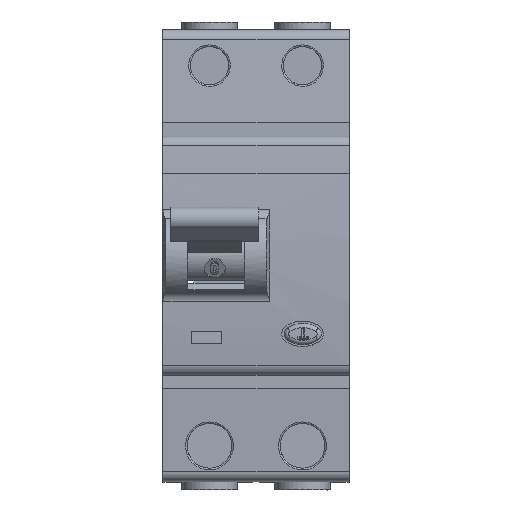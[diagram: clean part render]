
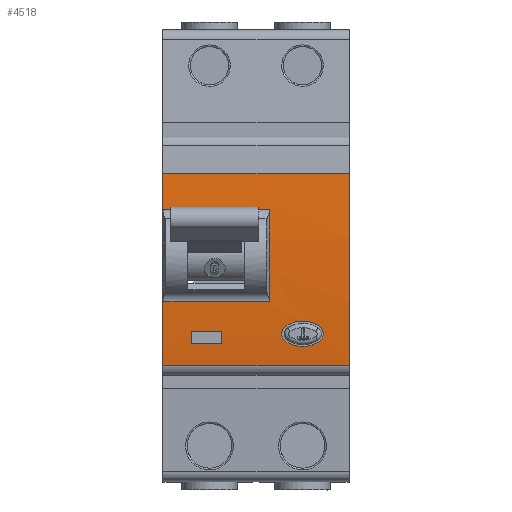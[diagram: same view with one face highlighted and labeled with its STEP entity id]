
A CAD part, top view. The second image highlights one B-rep face of the part: STEP entity #4518.
In plain terms, the highlighted cylindrical face has radius 200 mm (diameter 400 mm), a partial arc.
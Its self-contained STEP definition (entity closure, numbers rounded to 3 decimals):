
#2264=CARTESIAN_POINT('Vertex',(-10.,-20.707,1.925)) ;
#2267=CARTESIAN_POINT('Axis2P3D Location',(-10.,0.,-197.)) ;
#2271=CARTESIAN_POINT('Vertex',(-10.,-8.681,2.812)) ;
#2292=CARTESIAN_POINT('Vertex',(-10.,8.681,2.812)) ;
#2295=CARTESIAN_POINT('Axis2P3D Location',(-10.,0.,-197.)) ;
#2299=CARTESIAN_POINT('Vertex',(-10.,15.5,2.398)) ;
#2618=CARTESIAN_POINT('Vertex',(25.,15.5,2.398)) ;
#2621=CARTESIAN_POINT('Axis2P3D Location',(25.,0.,-197.)) ;
#2625=CARTESIAN_POINT('Vertex',(25.,-20.707,1.925)) ;
#4369=CARTESIAN_POINT('Line Origine',(7.5,15.5,2.398)) ;
#4381=CARTESIAN_POINT('Axis2P3D Location',(7.5,0.,-197.)) ;
#4386=CARTESIAN_POINT('Line Origine',(7.5,-20.707,1.925)) ;
#4391=CARTESIAN_POINT('Line Origine',(7.5,8.681,2.812)) ;
#4395=CARTESIAN_POINT('Vertex',(10.,8.681,2.812)) ;
#4398=CARTESIAN_POINT('Axis2P3D Location',(10.,0.,-197.)) ;
#4402=CARTESIAN_POINT('Vertex',(10.,-8.681,2.812)) ;
#4405=CARTESIAN_POINT('Line Origine',(7.5,-8.681,2.812)) ;
#4420=CARTESIAN_POINT('Axis2P3D Location',(-4.7,0.,-197.)) ;
#4424=CARTESIAN_POINT('Vertex',(-4.7,-16.6,2.31)) ;
#4426=CARTESIAN_POINT('Vertex',(-4.7,-14.3,2.488)) ;
#4429=CARTESIAN_POINT('Line Origine',(7.5,-14.3,2.488)) ;
#4433=CARTESIAN_POINT('Vertex',(1.1,-14.3,2.488)) ;
#4436=CARTESIAN_POINT('Axis2P3D Location',(1.1,0.,-197.)) ;
#4440=CARTESIAN_POINT('Vertex',(1.1,-16.6,2.31)) ;
#4443=CARTESIAN_POINT('Line Origine',(7.5,-16.6,2.31)) ;
#4455=CARTESIAN_POINT('Control Point',(19.425,-16.143,2.347)) ;
#4456=CARTESIAN_POINT('Control Point',(19.963,-15.743,2.38)) ;
#4457=CARTESIAN_POINT('Control Point',(20.316,-15.093,2.432)) ;
#4458=CARTESIAN_POINT('Control Point',(20.316,-14.308,2.49)) ;
#4459=CARTESIAN_POINT('Control Point',(19.963,-13.657,2.534)) ;
#4460=CARTESIAN_POINT('Control Point',(19.425,-13.257,2.56)) ;
#4461=CARTESIAN_POINT('Vertex',(19.425,-16.143,2.347)) ;
#4463=CARTESIAN_POINT('Vertex',(19.425,-13.257,2.56)) ;
#4467=CARTESIAN_POINT('Control Point',(16.25,-17.1,2.268)) ;
#4468=CARTESIAN_POINT('Control Point',(17.091,-17.1,2.268)) ;
#4469=CARTESIAN_POINT('Control Point',(17.932,-16.936,2.282)) ;
#4470=CARTESIAN_POINT('Control Point',(18.724,-16.607,2.31)) ;
#4471=CARTESIAN_POINT('Control Point',(19.425,-16.143,2.347)) ;
#4472=CARTESIAN_POINT('Vertex',(16.25,-17.1,2.268)) ;
#4476=CARTESIAN_POINT('Control Point',(16.25,-17.1,2.268)) ;
#4477=CARTESIAN_POINT('Control Point',(15.409,-17.1,2.268)) ;
#4478=CARTESIAN_POINT('Control Point',(14.568,-16.936,2.282)) ;
#4479=CARTESIAN_POINT('Control Point',(13.776,-16.607,2.31)) ;
#4480=CARTESIAN_POINT('Control Point',(13.075,-16.143,2.347)) ;
#4481=CARTESIAN_POINT('Vertex',(13.075,-16.143,2.347)) ;
#4485=CARTESIAN_POINT('Control Point',(13.075,-16.143,2.347)) ;
#4486=CARTESIAN_POINT('Control Point',(12.537,-15.743,2.38)) ;
#4487=CARTESIAN_POINT('Control Point',(12.184,-15.093,2.432)) ;
#4488=CARTESIAN_POINT('Control Point',(12.184,-14.308,2.49)) ;
#4489=CARTESIAN_POINT('Control Point',(12.537,-13.657,2.534)) ;
#4490=CARTESIAN_POINT('Control Point',(13.075,-13.257,2.56)) ;
#4491=CARTESIAN_POINT('Vertex',(13.075,-13.257,2.56)) ;
#4495=CARTESIAN_POINT('Control Point',(16.25,-12.3,2.621)) ;
#4496=CARTESIAN_POINT('Control Point',(15.409,-12.3,2.621)) ;
#4497=CARTESIAN_POINT('Control Point',(14.568,-12.464,2.611)) ;
#4498=CARTESIAN_POINT('Control Point',(13.776,-12.793,2.591)) ;
#4499=CARTESIAN_POINT('Control Point',(13.075,-13.257,2.56)) ;
#4500=CARTESIAN_POINT('Vertex',(16.25,-12.3,2.621)) ;
#4504=CARTESIAN_POINT('Control Point',(16.25,-12.3,2.621)) ;
#4505=CARTESIAN_POINT('Control Point',(17.091,-12.3,2.621)) ;
#4506=CARTESIAN_POINT('Control Point',(17.932,-12.464,2.611)) ;
#4507=CARTESIAN_POINT('Control Point',(18.724,-12.793,2.591)) ;
#4508=CARTESIAN_POINT('Control Point',(19.425,-13.257,2.56)) ;
#2268=DIRECTION('Axis2P3D Direction',(1.,0.,0.)) ;
#2296=DIRECTION('Axis2P3D Direction',(1.,0.,0.)) ;
#2622=DIRECTION('Axis2P3D Direction',(1.,0.,0.)) ;
#4370=DIRECTION('Vector Direction',(1.,0.,0.)) ;
#4382=DIRECTION('Axis2P3D Direction',(1.,0.,0.)) ;
#4383=DIRECTION('Axis2P3D XDirection',(0.,0.078,0.997)) ;
#4387=DIRECTION('Vector Direction',(1.,0.,0.)) ;
#4392=DIRECTION('Vector Direction',(1.,0.,0.)) ;
#4399=DIRECTION('Axis2P3D Direction',(1.,0.,0.)) ;
#4406=DIRECTION('Vector Direction',(1.,0.,0.)) ;
#4421=DIRECTION('Axis2P3D Direction',(1.,0.,0.)) ;
#4430=DIRECTION('Vector Direction',(1.,0.,0.)) ;
#4437=DIRECTION('Axis2P3D Direction',(1.,0.,0.)) ;
#4444=DIRECTION('Vector Direction',(1.,0.,0.)) ;
#2269=AXIS2_PLACEMENT_3D('Circle Axis2P3D',#2267,#2268,$) ;
#2297=AXIS2_PLACEMENT_3D('Circle Axis2P3D',#2295,#2296,$) ;
#2623=AXIS2_PLACEMENT_3D('Circle Axis2P3D',#2621,#2622,$) ;
#4384=AXIS2_PLACEMENT_3D('Cylinder Axis2P3D',#4381,#4382,#4383) ;
#4400=AXIS2_PLACEMENT_3D('Circle Axis2P3D',#4398,#4399,$) ;
#4422=AXIS2_PLACEMENT_3D('Circle Axis2P3D',#4420,#4421,$) ;
#4438=AXIS2_PLACEMENT_3D('Circle Axis2P3D',#4436,#4437,$) ;
#4411=ORIENTED_EDGE('',*,*,#2273,.T.) ;
#4412=ORIENTED_EDGE('',*,*,#4390,.T.) ;
#4413=ORIENTED_EDGE('',*,*,#2627,.F.) ;
#4414=ORIENTED_EDGE('',*,*,#4373,.F.) ;
#4415=ORIENTED_EDGE('',*,*,#2301,.T.) ;
#4416=ORIENTED_EDGE('',*,*,#4397,.T.) ;
#4417=ORIENTED_EDGE('',*,*,#4404,.F.) ;
#4418=ORIENTED_EDGE('',*,*,#4409,.F.) ;
#4449=ORIENTED_EDGE('',*,*,#4428,.T.) ;
#4450=ORIENTED_EDGE('',*,*,#4435,.F.) ;
#4451=ORIENTED_EDGE('',*,*,#4442,.F.) ;
#4452=ORIENTED_EDGE('',*,*,#4447,.T.) ;
#4511=ORIENTED_EDGE('',*,*,#4465,.F.) ;
#4512=ORIENTED_EDGE('',*,*,#4474,.F.) ;
#4513=ORIENTED_EDGE('',*,*,#4483,.T.) ;
#4514=ORIENTED_EDGE('',*,*,#4493,.T.) ;
#4515=ORIENTED_EDGE('',*,*,#4502,.F.) ;
#4516=ORIENTED_EDGE('',*,*,#4509,.T.) ;
#4453=FACE_BOUND('',#4448,.T.) ;
#4517=FACE_BOUND('',#4510,.T.) ;
#4371=VECTOR('Line Direction',#4370,1.) ;
#4388=VECTOR('Line Direction',#4387,1.) ;
#4393=VECTOR('Line Direction',#4392,1.) ;
#4407=VECTOR('Line Direction',#4406,1.) ;
#4431=VECTOR('Line Direction',#4430,1.) ;
#4445=VECTOR('Line Direction',#4444,1.) ;
#4518=ADVANCED_FACE('Body.1',(#4419,#4453,#4517),#4385,.T.) ;
#4454=B_SPLINE_CURVE_WITH_KNOTS('',5,(#4455,#4456,#4457,#4458,#4459,#4460),.UNSPECIFIED.,.F.,.U.,(6,6),(0.,4.747),.UNSPECIFIED.) ;
#4466=B_SPLINE_CURVE_WITH_KNOTS('',4,(#4467,#4468,#4469,#4470,#4471),.UNSPECIFIED.,.F.,.U.,(5,5),(0.,4.758),.UNSPECIFIED.) ;
#4475=B_SPLINE_CURVE_WITH_KNOTS('',4,(#4476,#4477,#4478,#4479,#4480),.UNSPECIFIED.,.F.,.U.,(5,5),(0.,4.758),.UNSPECIFIED.) ;
#4484=B_SPLINE_CURVE_WITH_KNOTS('',5,(#4485,#4486,#4487,#4488,#4489,#4490),.UNSPECIFIED.,.F.,.U.,(6,6),(0.,4.747),.UNSPECIFIED.) ;
#4494=B_SPLINE_CURVE_WITH_KNOTS('',4,(#4495,#4496,#4497,#4498,#4499),.UNSPECIFIED.,.F.,.U.,(5,5),(0.,4.758),.UNSPECIFIED.) ;
#4503=B_SPLINE_CURVE_WITH_KNOTS('',4,(#4504,#4505,#4506,#4507,#4508),.UNSPECIFIED.,.F.,.U.,(5,5),(0.,4.758),.UNSPECIFIED.) ;
#2270=CIRCLE('generated circle',#2269,200.) ;
#2298=CIRCLE('generated circle',#2297,200.) ;
#2624=CIRCLE('generated circle',#2623,200.) ;
#4401=CIRCLE('generated circle',#4400,200.) ;
#4423=CIRCLE('generated circle',#4422,200.) ;
#4439=CIRCLE('generated circle',#4438,200.) ;
#4385=CYLINDRICAL_SURFACE('generated cylinder',#4384,200.) ;
#2273=EDGE_CURVE('',#2272,#2265,#2270,.T.) ;
#2301=EDGE_CURVE('',#2300,#2293,#2298,.T.) ;
#2627=EDGE_CURVE('',#2619,#2626,#2624,.T.) ;
#4373=EDGE_CURVE('',#2300,#2619,#4372,.T.) ;
#4390=EDGE_CURVE('',#2265,#2626,#4389,.T.) ;
#4397=EDGE_CURVE('',#2293,#4396,#4394,.T.) ;
#4404=EDGE_CURVE('',#4403,#4396,#4401,.F.) ;
#4409=EDGE_CURVE('',#2272,#4403,#4408,.T.) ;
#4428=EDGE_CURVE('',#4425,#4427,#4423,.F.) ;
#4435=EDGE_CURVE('',#4434,#4427,#4432,.F.) ;
#4442=EDGE_CURVE('',#4441,#4434,#4439,.F.) ;
#4447=EDGE_CURVE('',#4441,#4425,#4446,.F.) ;
#4465=EDGE_CURVE('',#4462,#4464,#4454,.T.) ;
#4474=EDGE_CURVE('',#4473,#4462,#4466,.T.) ;
#4483=EDGE_CURVE('',#4473,#4482,#4475,.T.) ;
#4493=EDGE_CURVE('',#4482,#4492,#4484,.T.) ;
#4502=EDGE_CURVE('',#4501,#4492,#4494,.T.) ;
#4509=EDGE_CURVE('',#4501,#4464,#4503,.T.) ;
#4410=EDGE_LOOP('',(#4411,#4412,#4413,#4414,#4415,#4416,#4417,#4418)) ;
#4448=EDGE_LOOP('',(#4449,#4450,#4451,#4452)) ;
#4510=EDGE_LOOP('',(#4511,#4512,#4513,#4514,#4515,#4516)) ;
#4419=FACE_OUTER_BOUND('',#4410,.T.) ;
#4372=LINE('Line',#4369,#4371) ;
#4389=LINE('Line',#4386,#4388) ;
#4394=LINE('Line',#4391,#4393) ;
#4408=LINE('Line',#4405,#4407) ;
#4432=LINE('Line',#4429,#4431) ;
#4446=LINE('Line',#4443,#4445) ;
#2265=VERTEX_POINT('',#2264) ;
#2272=VERTEX_POINT('',#2271) ;
#2293=VERTEX_POINT('',#2292) ;
#2300=VERTEX_POINT('',#2299) ;
#2619=VERTEX_POINT('',#2618) ;
#2626=VERTEX_POINT('',#2625) ;
#4396=VERTEX_POINT('',#4395) ;
#4403=VERTEX_POINT('',#4402) ;
#4425=VERTEX_POINT('',#4424) ;
#4427=VERTEX_POINT('',#4426) ;
#4434=VERTEX_POINT('',#4433) ;
#4441=VERTEX_POINT('',#4440) ;
#4462=VERTEX_POINT('',#4461) ;
#4464=VERTEX_POINT('',#4463) ;
#4473=VERTEX_POINT('',#4472) ;
#4482=VERTEX_POINT('',#4481) ;
#4492=VERTEX_POINT('',#4491) ;
#4501=VERTEX_POINT('',#4500) ;
